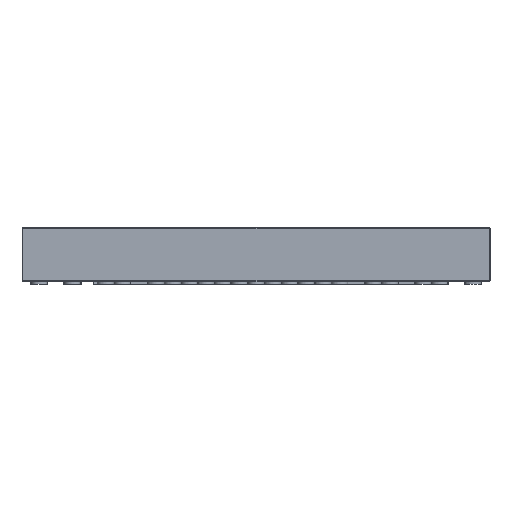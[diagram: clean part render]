
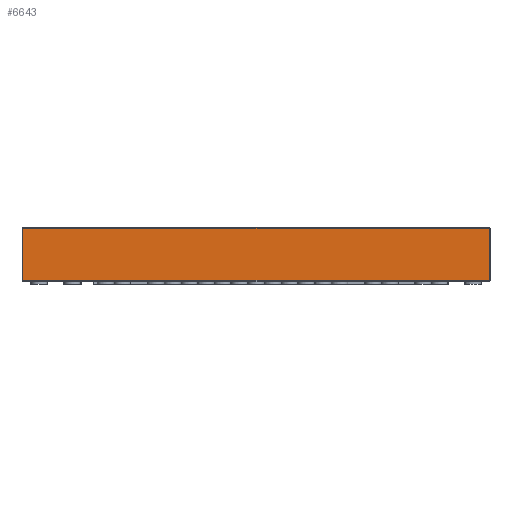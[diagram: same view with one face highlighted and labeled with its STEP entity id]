
A CAD part, left-side view. The second image highlights one B-rep face of the part: STEP entity #6643.
In plain terms, the highlighted face is planar.
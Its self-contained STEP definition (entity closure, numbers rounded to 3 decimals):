
#797=PLANE('',#7220);
#1189=FACE_OUTER_BOUND('',#1738,.T.);
#1738=EDGE_LOOP('',(#5442,#5443,#5444,#5445));
#2392=LINE('',#12098,#2789);
#2395=LINE('',#12116,#2792);
#2397=LINE('',#12119,#2794);
#2399=LINE('',#12122,#2796);
#2789=VECTOR('',#8247,10.);
#2792=VECTOR('',#8270,10.);
#2794=VECTOR('',#8274,10.);
#2796=VECTOR('',#8278,10.);
#3416=VERTEX_POINT('',#12075);
#3421=VERTEX_POINT('',#12090);
#3425=VERTEX_POINT('',#12104);
#3427=VERTEX_POINT('',#12109);
#4132=EDGE_CURVE('',#3416,#3421,#2392,.T.);
#4141=EDGE_CURVE('',#3421,#3427,#2395,.T.);
#4143=EDGE_CURVE('',#3427,#3425,#2397,.T.);
#4145=EDGE_CURVE('',#3425,#3416,#2399,.T.);
#5442=ORIENTED_EDGE('',*,*,#4132,.F.);
#5443=ORIENTED_EDGE('',*,*,#4145,.F.);
#5444=ORIENTED_EDGE('',*,*,#4143,.F.);
#5445=ORIENTED_EDGE('',*,*,#4141,.F.);
#6643=ADVANCED_FACE('',(#1189),#797,.T.);
#7220=AXIS2_PLACEMENT_3D('',#12141,#8305,#8306);
#8247=DIRECTION('',(0.,0.,-1.));
#8270=DIRECTION('',(0.,-1.,0.));
#8274=DIRECTION('',(0.,0.,1.));
#8278=DIRECTION('',(0.,1.,0.));
#8305=DIRECTION('center_axis',(1.,0.,0.));
#8306=DIRECTION('ref_axis',(0.,1.,0.));
#12075=CARTESIAN_POINT('',(3.5,3.49,0.79));
#12090=CARTESIAN_POINT('',(3.5,3.49,0.01));
#12098=CARTESIAN_POINT('',(3.5,3.49,0.));
#12104=CARTESIAN_POINT('',(3.5,-3.49,0.79));
#12109=CARTESIAN_POINT('',(3.5,-3.49,0.01));
#12116=CARTESIAN_POINT('',(3.5,-1.75,0.01));
#12119=CARTESIAN_POINT('',(3.5,-3.49,0.));
#12122=CARTESIAN_POINT('',(3.5,-1.75,0.79));
#12141=CARTESIAN_POINT('Origin',(3.5,-3.5,0.));
